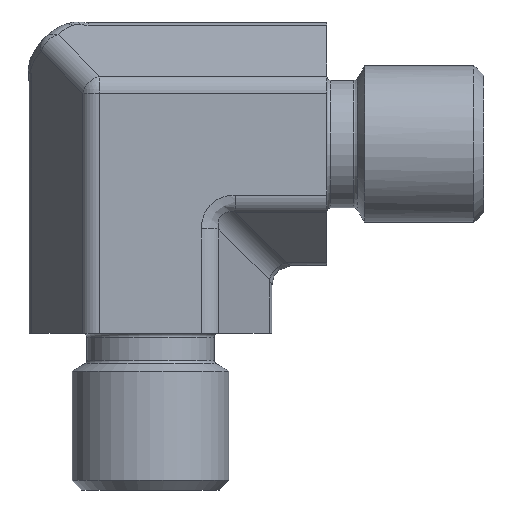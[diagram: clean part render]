
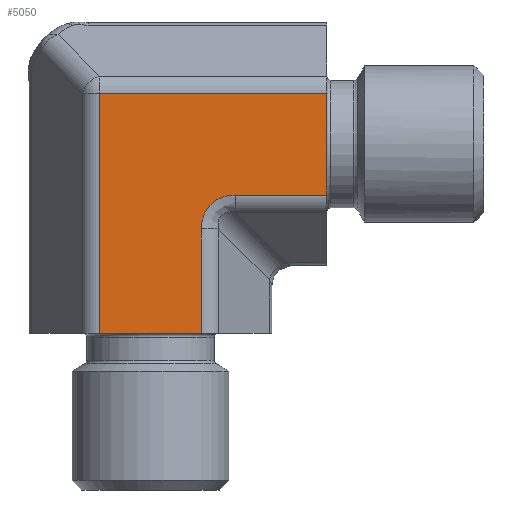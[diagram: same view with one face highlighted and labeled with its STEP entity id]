
A CAD part, front view. The second image highlights one B-rep face of the part: STEP entity #5050.
In plain terms, the highlighted planar face has unit normal (0, -1, 0).
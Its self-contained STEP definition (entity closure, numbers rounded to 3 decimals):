
#26=ELLIPSE('',#5271,2.582,2.);
#223=PLANE('',#5333);
#637=LINE('',#9283,#1082);
#640=LINE('',#9290,#1085);
#652=LINE('',#9371,#1097);
#656=LINE('',#9378,#1101);
#660=LINE('',#9395,#1105);
#670=LINE('',#9585,#1115);
#1082=VECTOR('',#6145,10.);
#1085=VECTOR('',#6152,10.);
#1097=VECTOR('',#6196,10.);
#1101=VECTOR('',#6204,10.);
#1105=VECTOR('',#6222,10.);
#1115=VECTOR('',#6286,10.);
#1399=FACE_OUTER_BOUND('',#1708,.T.);
#1708=EDGE_LOOP('',(#4643,#4644,#4645,#4646,#4647,#4648,#4649));
#2431=VERTEX_POINT('',#9274);
#2432=VERTEX_POINT('',#9276);
#2434=VERTEX_POINT('',#9281);
#2435=VERTEX_POINT('',#9286);
#2449=VERTEX_POINT('',#9369);
#2450=VERTEX_POINT('',#9377);
#2454=VERTEX_POINT('',#9387);
#3126=EDGE_CURVE('',#2431,#2432,#26,.T.);
#3129=EDGE_CURVE('',#2434,#2431,#637,.T.);
#3133=EDGE_CURVE('',#2432,#2435,#640,.T.);
#3154=EDGE_CURVE('',#2434,#2449,#652,.T.);
#3158=EDGE_CURVE('',#2435,#2450,#656,.T.);
#3167=EDGE_CURVE('',#2454,#2449,#660,.T.);
#3197=EDGE_CURVE('',#2450,#2454,#670,.T.);
#4643=ORIENTED_EDGE('',*,*,#3129,.F.);
#4644=ORIENTED_EDGE('',*,*,#3154,.T.);
#4645=ORIENTED_EDGE('',*,*,#3167,.F.);
#4646=ORIENTED_EDGE('',*,*,#3197,.F.);
#4647=ORIENTED_EDGE('',*,*,#3158,.F.);
#4648=ORIENTED_EDGE('',*,*,#3133,.F.);
#4649=ORIENTED_EDGE('',*,*,#3126,.F.);
#5050=ADVANCED_FACE('',(#1399),#223,.T.);
#5271=AXIS2_PLACEMENT_3D('',#9277,#6137,#6138);
#5333=AXIS2_PLACEMENT_3D('',#9591,#6296,#6297);
#6137=DIRECTION('center_axis',(0.,-1.,0.));
#6138=DIRECTION('ref_axis',(-0.707,0.,0.707));
#6145=DIRECTION('',(-1.,0.,0.));
#6152=DIRECTION('',(0.,0.,-1.));
#6196=DIRECTION('',(0.,0.,1.));
#6204=DIRECTION('',(-1.,0.,0.));
#6222=DIRECTION('',(1.,0.,0.));
#6286=DIRECTION('',(0.,0.,1.));
#6296=DIRECTION('center_axis',(0.,-1.,0.));
#6297=DIRECTION('ref_axis',(0.,0.,-1.));
#9274=CARTESIAN_POINT('',(4.33,-5.5,7.051));
#9276=CARTESIAN_POINT('',(2.598,-5.5,5.319));
#9277=CARTESIAN_POINT('Origin',(4.907,-5.5,4.742));
#9281=CARTESIAN_POINT('',(9.,-5.5,7.051));
#9283=CARTESIAN_POINT('',(1.588,-5.5,7.051));
#9286=CARTESIAN_POINT('',(2.598,-5.5,0.));
#9290=CARTESIAN_POINT('',(2.598,-5.5,0.));
#9369=CARTESIAN_POINT('',(9.,-5.5,12.247));
#9371=CARTESIAN_POINT('',(9.,-5.5,6.474));
#9377=CARTESIAN_POINT('',(-2.598,-5.5,0.));
#9378=CARTESIAN_POINT('',(3.175,-5.5,0.));
#9387=CARTESIAN_POINT('',(-2.598,-5.5,12.247));
#9395=CARTESIAN_POINT('',(1.588,-5.5,12.247));
#9585=CARTESIAN_POINT('',(-2.598,-5.5,0.));
#9591=CARTESIAN_POINT('Origin',(3.175,-5.5,0.));
